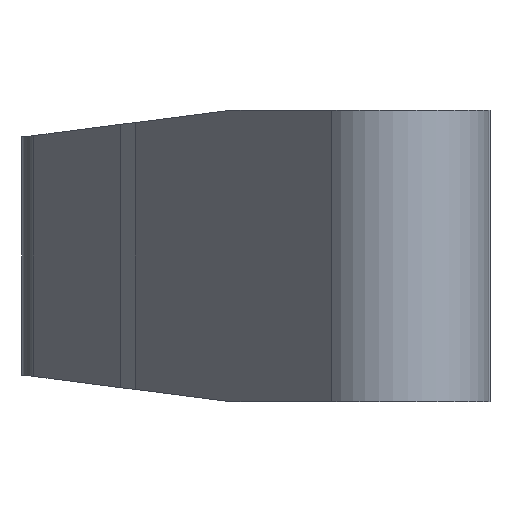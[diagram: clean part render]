
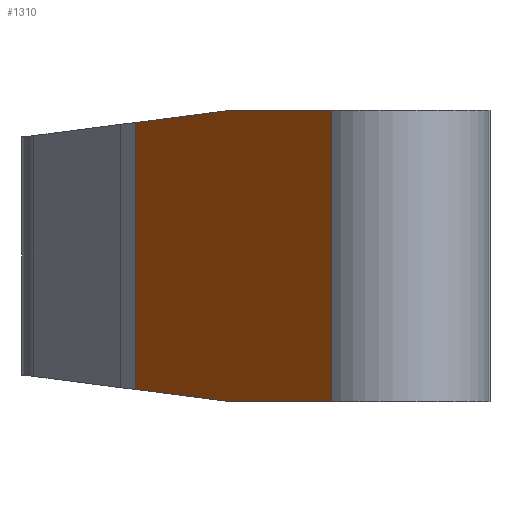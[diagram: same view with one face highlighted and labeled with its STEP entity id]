
A CAD part, left-side view. The second image highlights one B-rep face of the part: STEP entity #1310.
In plain terms, the highlighted planar face has unit normal (-0.6, 0.8, 0).
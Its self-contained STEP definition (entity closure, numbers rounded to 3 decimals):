
#73=DIRECTION('',(-0.8,-0.6,0.));
#74=VECTOR('',#73,1.471);
#75=CARTESIAN_POINT('',(-4.523,2.233,0.));
#76=LINE('',#75,#74);
#343=DIRECTION('',(-0.8,-0.6,0.));
#344=VECTOR('',#343,1.471);
#345=CARTESIAN_POINT('',(-4.523,2.233,2.5));
#346=LINE('',#345,#344);
#442=DIRECTION('',(0.,0.,1.));
#443=VECTOR('',#442,2.5);
#444=CARTESIAN_POINT('',(-5.7,1.35,0.));
#445=LINE('',#444,#443);
#449=DIRECTION('',(-0.798,-0.598,-0.078));
#450=VECTOR('',#449,1.346);
#451=CARTESIAN_POINT('',(-3.45,3.038,0.104));
#452=LINE('',#451,#450);
#456=DIRECTION('',(0.,0.,1.));
#457=VECTOR('',#456,2.291);
#458=CARTESIAN_POINT('',(-3.45,3.038,0.104));
#459=LINE('',#458,#457);
#463=DIRECTION('',(-0.798,-0.598,0.078));
#464=VECTOR('',#463,1.346);
#465=CARTESIAN_POINT('',(-3.45,3.038,2.396));
#466=LINE('',#465,#464);
#823=CARTESIAN_POINT('',(-5.7,1.35,0.));
#825=VERTEX_POINT('',#823);
#831=CARTESIAN_POINT('',(-5.7,1.35,2.5));
#833=VERTEX_POINT('',#831);
#847=CARTESIAN_POINT('',(-4.523,2.233,0.));
#849=VERTEX_POINT('',#847);
#851=CARTESIAN_POINT('',(-4.523,2.233,2.5));
#853=VERTEX_POINT('',#851);
#863=CARTESIAN_POINT('',(-3.45,3.038,0.104));
#864=VERTEX_POINT('',#863);
#865=CARTESIAN_POINT('',(-3.45,3.038,2.396));
#866=VERTEX_POINT('',#865);
#1294=CARTESIAN_POINT('',(-2.3,3.9,0.));
#1295=DIRECTION('',(-0.6,0.8,0.));
#1296=DIRECTION('',(-0.8,-0.6,0.));
#1297=AXIS2_PLACEMENT_3D('',#1294,#1295,#1296);
#1298=PLANE('',#1297);
#1300=ORIENTED_EDGE('',*,*,#1299,.F.);
#1302=ORIENTED_EDGE('',*,*,#1301,.T.);
#1304=ORIENTED_EDGE('',*,*,#1303,.T.);
#1305=ORIENTED_EDGE('',*,*,#1154,.T.);
#1306=ORIENTED_EDGE('',*,*,#1287,.F.);
#1307=ORIENTED_EDGE('',*,*,#999,.F.);
#1308=EDGE_LOOP('',(#1300,#1302,#1304,#1305,#1306,#1307));
#1309=FACE_OUTER_BOUND('',#1308,.F.);
#999=EDGE_CURVE('',#849,#825,#76,.T.);
#1154=EDGE_CURVE('',#853,#833,#346,.T.);
#1287=EDGE_CURVE('',#825,#833,#445,.T.);
#1299=EDGE_CURVE('',#864,#849,#452,.T.);
#1301=EDGE_CURVE('',#864,#866,#459,.T.);
#1303=EDGE_CURVE('',#866,#853,#466,.T.);
#1310=ADVANCED_FACE('',(#1309),#1298,.T.);
